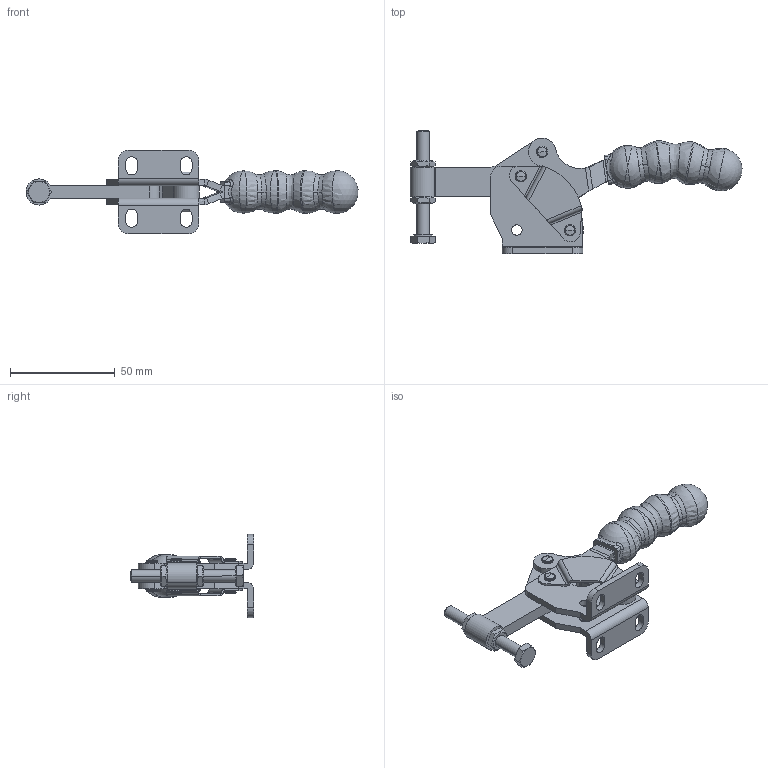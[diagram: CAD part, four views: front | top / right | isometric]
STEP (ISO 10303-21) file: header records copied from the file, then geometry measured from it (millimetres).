
FILE_DESCRIPTION((''),'2;1');
FILE_NAME('MH4SB.stp','2009-11-04T09:23:58',('David'),(''),'Autodesk Inventor 8','Autodesk Inventor 8','');
FILE_SCHEMA(('AUTOMOTIVE_DESIGN { 1 0 10303 214 1 1 1 1 }'));
Length unit declared in the file: millimetre
Products named in the file (6): MH4SB; MH4 SIDEPLATE B ASSEMBLY; MH4 S-BAR ASSEMBLY; MH4 HANDLE ASSEMBLY; MH4 LINK ASSEMBLY; ISO 4017  (Regular Thread) M6 x 50
Assembly tree (5 placements, depth 2):
  MH4SB
    MH4 SIDEPLATE B ASSEMBLY
    MH4 S-BAR ASSEMBLY
    MH4 HANDLE ASSEMBLY
    MH4 LINK ASSEMBLY
    ISO 4017  (Regular Thread) M6 x 50
Bounding box: 158.54 x 58.92 x 39.78 mm (x, y, z)
Volume: 42757 mm3; surface area: 26177.3 mm2
Topology: 5 solids, 6 shells, 427 faces, 1122 edges, 680 vertices
Faces by surface type: bspline 134, cylinder 110, plane 101, torus 32, cone 30, sphere 20
Entity records: 18336 total; most frequent: CARTESIAN_POINT 8097, ORIENTED_EDGE 2156, DIRECTION 2134, EDGE_CURVE 1078, AXIS2_PLACEMENT_3D 857, VERTEX_POINT 680, CIRCLE 553, EDGE_LOOP 484
